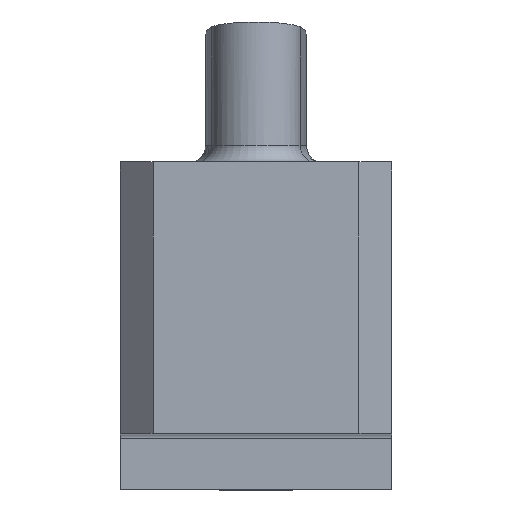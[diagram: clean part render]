
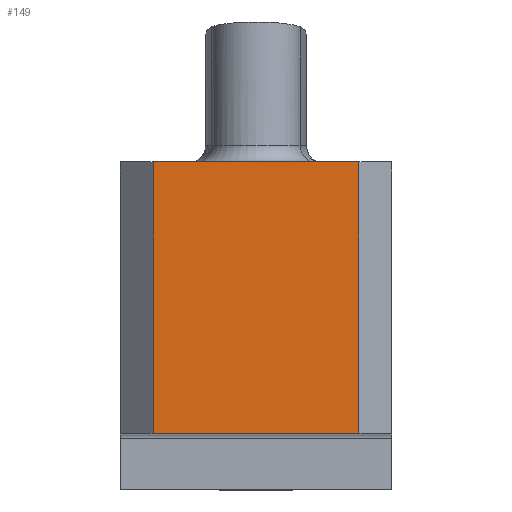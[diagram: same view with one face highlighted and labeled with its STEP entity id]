
A CAD part, top view. The second image highlights one B-rep face of the part: STEP entity #149.
In plain terms, the highlighted planar face has unit normal (0, 0, 1).
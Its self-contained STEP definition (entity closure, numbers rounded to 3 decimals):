
#149=ADVANCED_FACE('CU_BACK_SU1',(#217),#187,.F.);
#187=PLANE('',#1001);
#217=FACE_OUTER_BOUND('',#257,.T.);
#257=EDGE_LOOP('',(#450,#451,#452,#453));
#450=ORIENTED_EDGE('',*,*,#745,.F.);
#451=ORIENTED_EDGE('',*,*,#746,.T.);
#452=ORIENTED_EDGE('',*,*,#747,.T.);
#453=ORIENTED_EDGE('',*,*,#748,.F.);
#650=VERTEX_POINT('',#1604);
#651=VERTEX_POINT('',#1605);
#652=VERTEX_POINT('',#1607);
#653=VERTEX_POINT('',#1609);
#745=EDGE_CURVE('',#650,#651,#826,.T.);
#746=EDGE_CURVE('',#650,#652,#827,.T.);
#747=EDGE_CURVE('',#652,#653,#828,.T.);
#748=EDGE_CURVE('',#651,#653,#829,.T.);
#826=LINE('',#1603,#888);
#827=LINE('',#1606,#889);
#828=LINE('',#1608,#890);
#829=LINE('',#1610,#891);
#888=VECTOR('',#1178,1.);
#889=VECTOR('',#1179,1.);
#890=VECTOR('',#1180,1.);
#891=VECTOR('',#1181,1.);
#1001=AXIS2_PLACEMENT_3D('',#1611,#1182,#1183);
#1178=DIRECTION('',(0.,1.,0.));
#1179=DIRECTION('',(1.,0.,0.));
#1180=DIRECTION('',(0.,1.,0.));
#1181=DIRECTION('',(1.,0.,0.));
#1182=DIRECTION('',(0.,0.,-1.));
#1183=DIRECTION('',(-1.,0.,0.));
#1603=CARTESIAN_POINT('',(-21.925,0.,0.));
#1604=CARTESIAN_POINT('',(-21.925,0.,0.));
#1605=CARTESIAN_POINT('',(-21.925,24.925,0.));
#1606=CARTESIAN_POINT('',(-110.,0.,0.));
#1607=CARTESIAN_POINT('',(-3.,0.,0.));
#1608=CARTESIAN_POINT('',(-3.,0.,0.));
#1609=CARTESIAN_POINT('',(-3.,24.925,0.));
#1610=CARTESIAN_POINT('',(-110.,24.925,0.));
#1611=CARTESIAN_POINT('',(23.246,44.925,0.));
